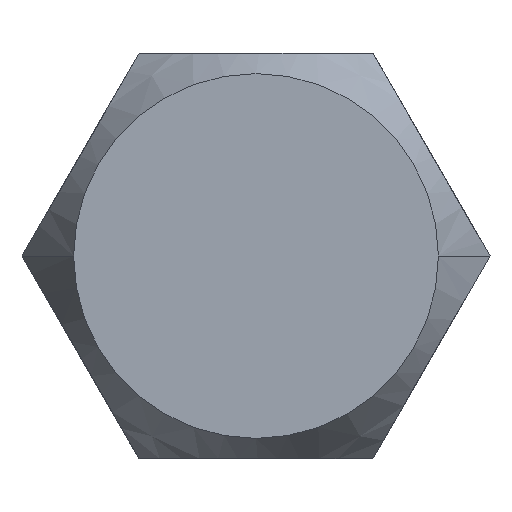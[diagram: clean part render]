
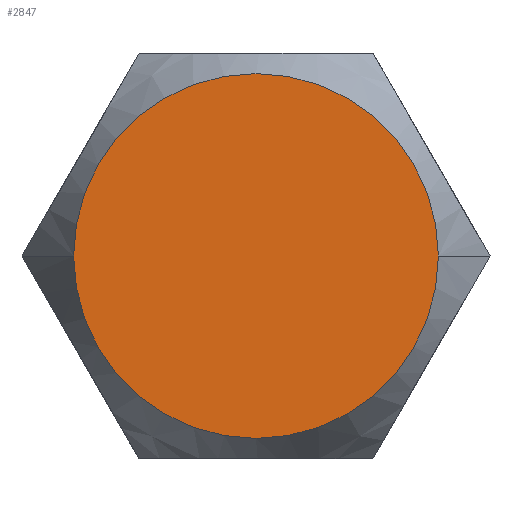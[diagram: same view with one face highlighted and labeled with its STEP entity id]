
A CAD part, front view. The second image highlights one B-rep face of the part: STEP entity #2847.
In plain terms, the highlighted planar face has unit normal (0, -1, 0).
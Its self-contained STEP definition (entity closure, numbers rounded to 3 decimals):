
#107 = DIRECTION ( 'NONE',  ( 0., -1., 0. ) ) ;
#827 = EDGE_CURVE ( 'Defeature ausgef�hrt1_32+Defeature ausgef�hrt1_33+Defeature ausgef�hrt1_33+Defeature ausgef�hrt1_33', #1749, #3401, #2690, .T. ) ;
#1156 = EDGE_LOOP ( 'NONE', ( #4639, #1496 ) ) ;
#1480 = AXIS2_PLACEMENT_3D ( 'NONE', #2969, #107, #4071 ) ;
#1496 = ORIENTED_EDGE ( 'NONE', *, *, #3756, .T. ) ;
#1698 = DIRECTION ( 'NONE',  ( 0., -1., 0. ) ) ;
#1749 = VERTEX_POINT ( 'NONE', #4195 ) ;
#1774 = DIRECTION ( 'NONE',  ( 0., -1., 0. ) ) ;
#1806 = DIRECTION ( 'NONE',  ( 1., 0., 0. ) ) ;
#2528 = AXIS2_PLACEMENT_3D ( 'NONE', #4661, #1774, #1806 ) ;
#2690 = CIRCLE ( 'NONE', #2528, 2.858 ) ;
#2795 = CARTESIAN_POINT ( 'NONE',  ( 0., 0., 0. ) ) ;
#2847 = ADVANCED_FACE ( 'Defeature ausgef�hrt1_32', ( #2932 ), #4442, .T. ) ;
#2932 = FACE_OUTER_BOUND ( 'NONE', #1156, .T. ) ;
#2969 = CARTESIAN_POINT ( 'NONE',  ( 0., 0., -6.35 ) ) ;
#3226 = CIRCLE ( 'NONE', #4420, 2.858 ) ;
#3401 = VERTEX_POINT ( 'NONE', #4618 ) ;
#3515 = DIRECTION ( 'NONE',  ( 1., 0., 0. ) ) ;
#3756 = EDGE_CURVE ( 'Defeature ausgef�hrt1_32+Defeature ausgef�hrt1_33+Defeature ausgef�hrt1_33+Defeature ausgef�hrt1_33', #3401, #1749, #3226, .T. ) ;
#4071 = DIRECTION ( 'NONE',  ( 1., 0., 0. ) ) ;
#4195 = CARTESIAN_POINT ( 'NONE',  ( -2.858, 0., 0. ) ) ;
#4420 = AXIS2_PLACEMENT_3D ( 'NONE', #2795, #1698, #3515 ) ;
#4442 = PLANE ( 'NONE',  #1480 ) ;
#4618 = CARTESIAN_POINT ( 'NONE',  ( 2.858, 0., 0. ) ) ;
#4639 = ORIENTED_EDGE ( 'NONE', *, *, #827, .T. ) ;
#4661 = CARTESIAN_POINT ( 'NONE',  ( 0., 0., 0. ) ) ;
